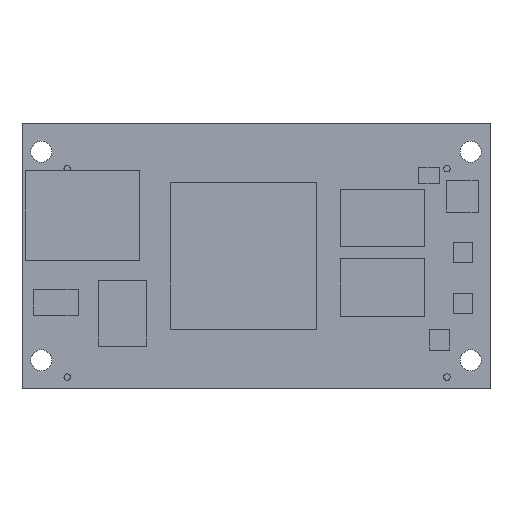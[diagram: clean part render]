
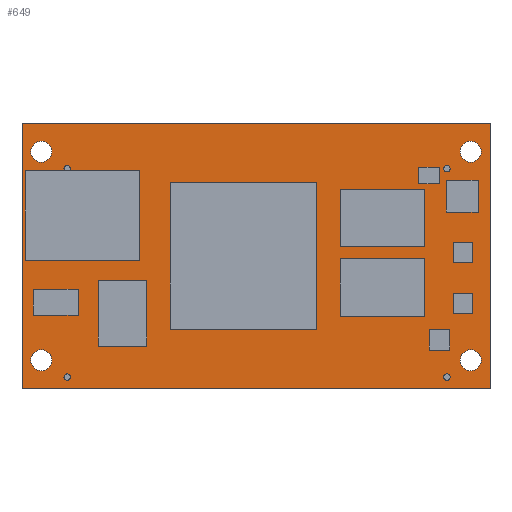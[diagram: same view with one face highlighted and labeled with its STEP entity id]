
A CAD part, top view. The second image highlights one B-rep face of the part: STEP entity #649.
In plain terms, the highlighted planar face has unit normal (0, 0, 1).
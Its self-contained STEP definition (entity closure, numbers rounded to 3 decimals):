
#104 = VERTEX_POINT('',#105);
#105 = CARTESIAN_POINT('',(25.95,79.,1.58));
#111 = EDGE_CURVE('',#104,#112,#114,.T.);
#112 = VERTEX_POINT('',#113);
#113 = CARTESIAN_POINT('',(26.,78.95,1.58));
#114 = LINE('',#115,#116);
#115 = CARTESIAN_POINT('',(25.95,79.,1.58));
#116 = VECTOR('',#117,1.);
#117 = DIRECTION('',(0.707,-0.707,0.));
#142 = EDGE_CURVE('',#112,#143,#145,.T.);
#143 = VERTEX_POINT('',#144);
#144 = CARTESIAN_POINT('',(100.,78.95,1.58));
#145 = LINE('',#146,#147);
#146 = CARTESIAN_POINT('',(26.,78.95,1.58));
#147 = VECTOR('',#148,1.);
#148 = DIRECTION('',(1.,0.,0.));
#173 = EDGE_CURVE('',#143,#174,#176,.T.);
#174 = VERTEX_POINT('',#175);
#175 = CARTESIAN_POINT('',(100.05,79.,1.58));
#176 = LINE('',#177,#178);
#177 = CARTESIAN_POINT('',(100.,78.95,1.58));
#178 = VECTOR('',#179,1.);
#179 = DIRECTION('',(0.707,0.707,0.));
#204 = EDGE_CURVE('',#174,#205,#207,.T.);
#205 = VERTEX_POINT('',#206);
#206 = CARTESIAN_POINT('',(100.05,121.,1.58));
#207 = LINE('',#208,#209);
#208 = CARTESIAN_POINT('',(100.05,79.,1.58));
#209 = VECTOR('',#210,1.);
#210 = DIRECTION('',(0.,1.,0.));
#235 = EDGE_CURVE('',#205,#236,#238,.T.);
#236 = VERTEX_POINT('',#237);
#237 = CARTESIAN_POINT('',(100.,121.05,1.58));
#238 = LINE('',#239,#240);
#239 = CARTESIAN_POINT('',(100.05,121.,1.58));
#240 = VECTOR('',#241,1.);
#241 = DIRECTION('',(-0.707,0.707,0.));
#266 = EDGE_CURVE('',#236,#267,#269,.T.);
#267 = VERTEX_POINT('',#268);
#268 = CARTESIAN_POINT('',(26.,121.05,1.58));
#269 = LINE('',#270,#271);
#270 = CARTESIAN_POINT('',(100.,121.05,1.58));
#271 = VECTOR('',#272,1.);
#272 = DIRECTION('',(-1.,0.,0.));
#297 = EDGE_CURVE('',#267,#298,#300,.T.);
#298 = VERTEX_POINT('',#299);
#299 = CARTESIAN_POINT('',(25.95,121.,1.58));
#300 = LINE('',#301,#302);
#301 = CARTESIAN_POINT('',(26.,121.05,1.58));
#302 = VECTOR('',#303,1.);
#303 = DIRECTION('',(-0.707,-0.707,0.));
#328 = EDGE_CURVE('',#298,#104,#329,.T.);
#329 = LINE('',#330,#331);
#330 = CARTESIAN_POINT('',(25.95,121.,1.58));
#331 = VECTOR('',#332,1.);
#332 = DIRECTION('',(0.,-1.,0.));
#352 = VERTEX_POINT('',#353);
#353 = CARTESIAN_POINT('',(30.651,83.5,1.58));
#359 = EDGE_CURVE('',#352,#352,#360,.T.);
#360 = CIRCLE('',#361,1.651);
#361 = AXIS2_PLACEMENT_3D('',#362,#363,#364);
#362 = CARTESIAN_POINT('',(29.,83.5,1.58));
#363 = DIRECTION('',(0.,0.,1.));
#364 = DIRECTION('',(1.,0.,0.));
#385 = VERTEX_POINT('',#386);
#386 = CARTESIAN_POINT('',(33.612,80.83,1.58));
#392 = EDGE_CURVE('',#385,#385,#393,.T.);
#393 = CIRCLE('',#394,0.508);
#394 = AXIS2_PLACEMENT_3D('',#395,#396,#397);
#395 = CARTESIAN_POINT('',(33.104,80.83,1.58));
#396 = DIRECTION('',(0.,0.,1.));
#397 = DIRECTION('',(1.,0.,0.));
#418 = VERTEX_POINT('',#419);
#419 = CARTESIAN_POINT('',(30.651,116.5,1.58));
#425 = EDGE_CURVE('',#418,#418,#426,.T.);
#426 = CIRCLE('',#427,1.651);
#427 = AXIS2_PLACEMENT_3D('',#428,#429,#430);
#428 = CARTESIAN_POINT('',(29.,116.5,1.58));
#429 = DIRECTION('',(0.,0.,1.));
#430 = DIRECTION('',(1.,0.,0.));
#451 = VERTEX_POINT('',#452);
#452 = CARTESIAN_POINT('',(33.612,113.83,1.58));
#458 = EDGE_CURVE('',#451,#451,#459,.T.);
#459 = CIRCLE('',#460,0.508);
#460 = AXIS2_PLACEMENT_3D('',#461,#462,#463);
#461 = CARTESIAN_POINT('',(33.104,113.83,1.58));
#462 = DIRECTION('',(0.,0.,1.));
#463 = DIRECTION('',(1.,0.,0.));
#484 = VERTEX_POINT('',#485);
#485 = CARTESIAN_POINT('',(93.744,80.83,1.58));
#491 = EDGE_CURVE('',#484,#484,#492,.T.);
#492 = CIRCLE('',#493,0.508);
#493 = AXIS2_PLACEMENT_3D('',#494,#495,#496);
#494 = CARTESIAN_POINT('',(93.236,80.83,1.58));
#495 = DIRECTION('',(0.,0.,1.));
#496 = DIRECTION('',(1.,0.,0.));
#517 = VERTEX_POINT('',#518);
#518 = CARTESIAN_POINT('',(98.651,83.5,1.58));
#524 = EDGE_CURVE('',#517,#517,#525,.T.);
#525 = CIRCLE('',#526,1.651);
#526 = AXIS2_PLACEMENT_3D('',#527,#528,#529);
#527 = CARTESIAN_POINT('',(97.,83.5,1.58));
#528 = DIRECTION('',(0.,0.,1.));
#529 = DIRECTION('',(1.,0.,0.));
#550 = VERTEX_POINT('',#551);
#551 = CARTESIAN_POINT('',(93.744,113.83,1.58));
#557 = EDGE_CURVE('',#550,#550,#558,.T.);
#558 = CIRCLE('',#559,0.508);
#559 = AXIS2_PLACEMENT_3D('',#560,#561,#562);
#560 = CARTESIAN_POINT('',(93.236,113.83,1.58));
#561 = DIRECTION('',(0.,0.,1.));
#562 = DIRECTION('',(1.,0.,0.));
#583 = VERTEX_POINT('',#584);
#584 = CARTESIAN_POINT('',(98.651,116.5,1.58));
#590 = EDGE_CURVE('',#583,#583,#591,.T.);
#591 = CIRCLE('',#592,1.651);
#592 = AXIS2_PLACEMENT_3D('',#593,#594,#595);
#593 = CARTESIAN_POINT('',(97.,116.5,1.58));
#594 = DIRECTION('',(0.,0.,1.));
#595 = DIRECTION('',(1.,0.,0.));
#649 = ADVANCED_FACE('',(#650,#660,#663,#666,#669,#672,#675,#678,#681),
  #684,.F.);
#650 = FACE_BOUND('',#651,.T.);
#651 = EDGE_LOOP('',(#652,#653,#654,#655,#656,#657,#658,#659));
#652 = ORIENTED_EDGE('',*,*,#111,.T.);
#653 = ORIENTED_EDGE('',*,*,#142,.T.);
#654 = ORIENTED_EDGE('',*,*,#173,.T.);
#655 = ORIENTED_EDGE('',*,*,#204,.T.);
#656 = ORIENTED_EDGE('',*,*,#235,.T.);
#657 = ORIENTED_EDGE('',*,*,#266,.T.);
#658 = ORIENTED_EDGE('',*,*,#297,.T.);
#659 = ORIENTED_EDGE('',*,*,#328,.T.);
#660 = FACE_BOUND('',#661,.F.);
#661 = EDGE_LOOP('',(#662));
#662 = ORIENTED_EDGE('',*,*,#359,.T.);
#663 = FACE_BOUND('',#664,.F.);
#664 = EDGE_LOOP('',(#665));
#665 = ORIENTED_EDGE('',*,*,#392,.T.);
#666 = FACE_BOUND('',#667,.F.);
#667 = EDGE_LOOP('',(#668));
#668 = ORIENTED_EDGE('',*,*,#425,.T.);
#669 = FACE_BOUND('',#670,.F.);
#670 = EDGE_LOOP('',(#671));
#671 = ORIENTED_EDGE('',*,*,#458,.T.);
#672 = FACE_BOUND('',#673,.F.);
#673 = EDGE_LOOP('',(#674));
#674 = ORIENTED_EDGE('',*,*,#491,.T.);
#675 = FACE_BOUND('',#676,.F.);
#676 = EDGE_LOOP('',(#677));
#677 = ORIENTED_EDGE('',*,*,#524,.T.);
#678 = FACE_BOUND('',#679,.F.);
#679 = EDGE_LOOP('',(#680));
#680 = ORIENTED_EDGE('',*,*,#557,.T.);
#681 = FACE_BOUND('',#682,.F.);
#682 = EDGE_LOOP('',(#683));
#683 = ORIENTED_EDGE('',*,*,#590,.T.);
#684 = PLANE('',#685);
#685 = AXIS2_PLACEMENT_3D('',#686,#687,#688);
#686 = CARTESIAN_POINT('',(25.95,79.,1.58));
#687 = DIRECTION('',(0.,0.,-1.));
#688 = DIRECTION('',(-1.,0.,0.));
